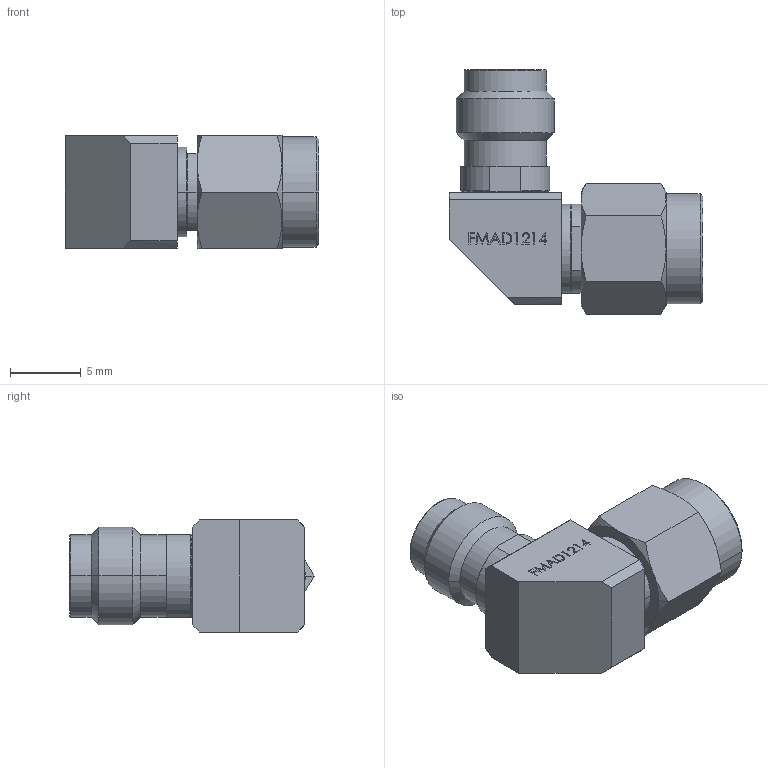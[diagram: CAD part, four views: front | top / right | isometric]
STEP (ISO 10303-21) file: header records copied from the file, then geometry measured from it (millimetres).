
FILE_DESCRIPTION (( 'STEP AP203' ), '1' );
FILE_NAME ('FMAD1214_3D.STEP', '2021-05-05T12:45:00', ( '' ), ( '' ), 'SwSTEP 2.0', 'SolidWorks 2020', '' );
FILE_SCHEMA (( 'CONFIG_CONTROL_DESIGN' ));
Length unit declared in the file: inch
Products named in the file (6): FMAD1214_3D; als-k3-1858.stp; ALS-K8-185-8-125-1.stp; Part1^FMAD1214; ALS-K3K8-3.stp; ALS-K3-RIGHT.stp
Assembly tree (5 placements, depth 3):
  FMAD1214_3D
    als-k3-1858.stp
      ALS-K3K8-3.stp
      ALS-K8-185-8-125-1.stp
      ALS-K3-RIGHT.stp
    Part1^FMAD1214
Bounding box: 17.92 x 17.25 x 8 mm (x, y, z)
Volume: 1169.9 mm3; surface area: 996.6 mm2
Topology: 11 solids, 11 shells, 192 faces, 457 edges, 294 vertices
Faces by surface type: plane 117, cylinder 30, cone 30, bspline 13, torus 2
Entity records: 7027 total; most frequent: CARTESIAN_POINT 2019, ORIENTED_EDGE 914, DIRECTION 861, EDGE_CURVE 457, VECTOR 309, LINE 309, VERTEX_POINT 294, AXIS2_PLACEMENT_3D 276
